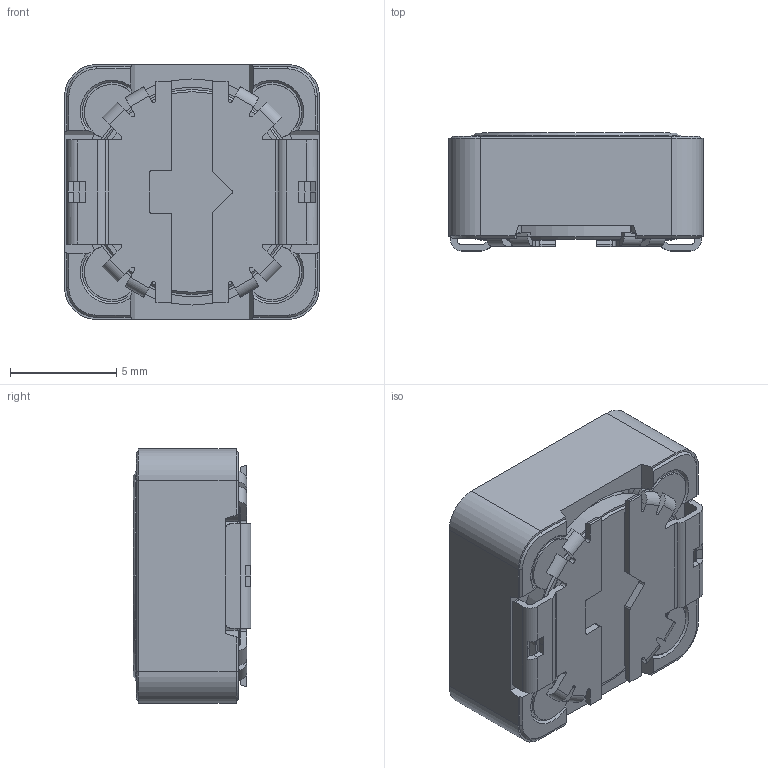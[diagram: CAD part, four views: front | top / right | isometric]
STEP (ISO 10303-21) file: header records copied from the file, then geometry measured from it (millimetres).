
FILE_DESCRIPTION((''),'2;1');
FILE_NAME('C62330-A901-A0770001-01_ASM','2019-05-24T',('EC2034'),(''),'CREO PARAMETRIC BY PTC INC, 2015480','CREO PARAMETRIC BY PTC INC, 2015480','');
FILE_SCHEMA(('AUTOMOTIVE_DESIGN { 1 0 10303 214 1 1 1 1 }'));
Products named in the file (1): C62330-A901-A0770001-01_ASM
Bounding box: 12 x 5.55 x 12 mm (x, y, z)
Volume: 436 mm3; surface area: 1301.7 mm2
Topology: 2 solids, 7 shells, 583 faces, 1621 edges, 1027 vertices
Faces by surface type: plane 376, cylinder 157, cone 32, bspline 14, torus 4
Entity records: 42527 total; most frequent: CARTESIAN_POINT 24837, ORIENTED_EDGE 3218, DIRECTION 3102, EDGE_CURVE 1613, VECTOR 1078, LINE 1078, VERTEX_POINT 1027, AXIS2_PLACEMENT_3D 1012
